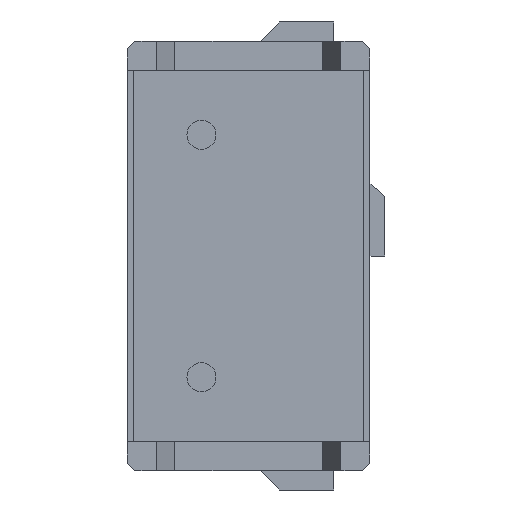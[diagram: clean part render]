
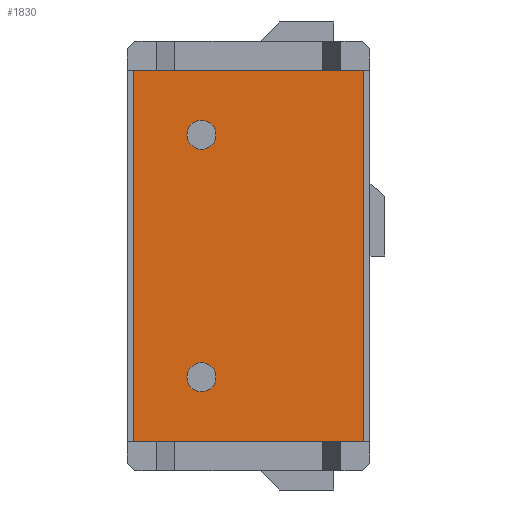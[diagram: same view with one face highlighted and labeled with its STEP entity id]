
A CAD part, front view. The second image highlights one B-rep face of the part: STEP entity #1830.
In plain terms, the highlighted planar face has unit normal (0, -1, 0).
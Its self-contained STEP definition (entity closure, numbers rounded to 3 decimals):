
#102 = ORIENTED_EDGE ( 'NONE', *, *, #3860, .F. ) ;
#192 = CARTESIAN_POINT ( 'NONE',  ( 2.413, 0.813, 3.886 ) ) ;
#230 = VERTEX_POINT ( 'NONE', #2932 ) ;
#255 = EDGE_CURVE ( 'NONE', #230, #4430, #2999, .T. ) ;
#357 = LINE ( 'NONE', #2929, #1646 ) ;
#413 = DIRECTION ( 'NONE',  ( 1., 0., 0. ) ) ;
#747 = DIRECTION ( 'NONE',  ( 0., 0., 1. ) ) ;
#995 = ORIENTED_EDGE ( 'NONE', *, *, #4440, .F. ) ;
#1095 = LINE ( 'NONE', #3615, #1495 ) ;
#1234 = DIRECTION ( 'NONE',  ( 0., 0., -1. ) ) ;
#1251 = CARTESIAN_POINT ( 'NONE',  ( 2.413, 0.813, -3.886 ) ) ;
#1495 = VECTOR ( 'NONE', #413, 1000. ) ;
#1514 = VECTOR ( 'NONE', #1864, 1000. ) ;
#1646 = VECTOR ( 'NONE', #4023, 1000. ) ;
#1730 = EDGE_LOOP ( 'NONE', ( #102, #995, #2626, #2639 ) ) ;
#1732 = VECTOR ( 'NONE', #1234, 1000. ) ;
#1830 = ADVANCED_FACE ( 'NONE', ( #3945 ), #3225, .F. ) ;
#1864 = DIRECTION ( 'NONE',  ( 0., 0., 1. ) ) ;
#1927 = AXIS2_PLACEMENT_3D ( 'NONE', #3178, #3733, #747 ) ;
#2588 = CARTESIAN_POINT ( 'NONE',  ( -2.413, 0.813, 3.886 ) ) ;
#2626 = ORIENTED_EDGE ( 'NONE', *, *, #255, .F. ) ;
#2639 = ORIENTED_EDGE ( 'NONE', *, *, #3311, .F. ) ;
#2642 = CARTESIAN_POINT ( 'NONE',  ( -2.413, 0.813, -3.886 ) ) ;
#2929 = CARTESIAN_POINT ( 'NONE',  ( 0., 0.813, -3.886 ) ) ;
#2932 = CARTESIAN_POINT ( 'NONE',  ( -2.413, 0.813, -3.886 ) ) ;
#2999 = LINE ( 'NONE', #2642, #1514 ) ;
#3109 = VERTEX_POINT ( 'NONE', #192 ) ;
#3178 = CARTESIAN_POINT ( 'NONE',  ( 0., 0.813, 0. ) ) ;
#3225 = PLANE ( 'NONE',  #1927 ) ;
#3311 = EDGE_CURVE ( 'NONE', #4257, #230, #357, .T. ) ;
#3615 = CARTESIAN_POINT ( 'NONE',  ( 0., 0.813, 3.886 ) ) ;
#3733 = DIRECTION ( 'NONE',  ( 0., 1., 0. ) ) ;
#3860 = EDGE_CURVE ( 'NONE', #3109, #4257, #4461, .T. ) ;
#3945 = FACE_OUTER_BOUND ( 'NONE', #1730, .T. ) ;
#4023 = DIRECTION ( 'NONE',  ( -1., 0., 0. ) ) ;
#4043 = CARTESIAN_POINT ( 'NONE',  ( 2.413, 0.813, 0. ) ) ;
#4257 = VERTEX_POINT ( 'NONE', #1251 ) ;
#4430 = VERTEX_POINT ( 'NONE', #2588 ) ;
#4440 = EDGE_CURVE ( 'NONE', #4430, #3109, #1095, .T. ) ;
#4461 = LINE ( 'NONE', #4043, #1732 ) ;
